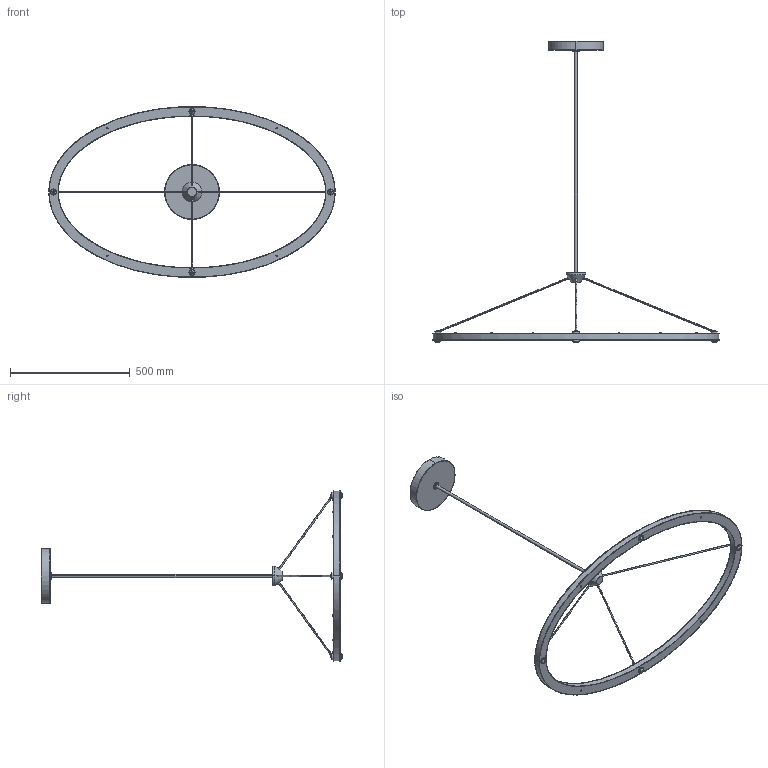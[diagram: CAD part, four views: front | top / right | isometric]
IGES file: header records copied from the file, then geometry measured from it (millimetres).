
Start section: SolidWorks IGES file using analytic representation for surfaces
Global section: file name: HALOPO47 - Halo Oval Pendant - 47 inches.IGS; native system: SolidWorks 2015; preprocessor: SolidWorks 2015; author: Design; date: 190208.130502; units: millimetre
Bounding box: 1195.39 x 1259.46 x 712.79 mm (x, y, z)
Surface area: 614462.6 mm2 (no closed solid volume)
Topology: 0 solids, 0 shells, 550 faces, 6627 edges, 6611 vertices
Faces by surface type: revolution 276, bspline 274
